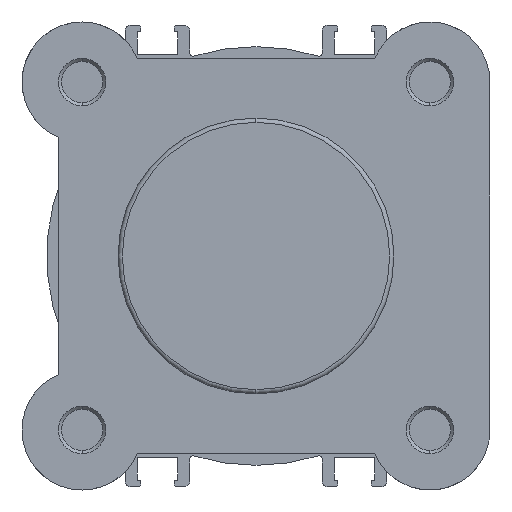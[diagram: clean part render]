
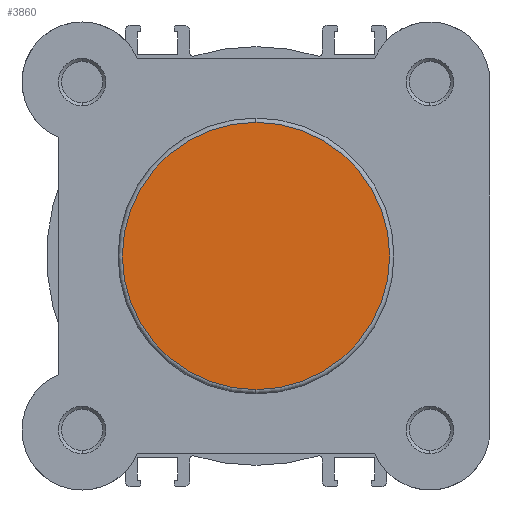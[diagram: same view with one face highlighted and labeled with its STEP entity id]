
A CAD part, left-side view. The second image highlights one B-rep face of the part: STEP entity #3860.
In plain terms, the highlighted planar face has unit normal (-1, 0, 0).
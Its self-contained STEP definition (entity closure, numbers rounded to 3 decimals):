
#399 = CARTESIAN_POINT ( 'NONE',  ( 0., 0., 0. ) ) ;
#401 = DIRECTION ( 'NONE',  ( -1., 0., 0. ) ) ;
#402 = DIRECTION ( 'NONE',  ( 0., 0., -1. ) ) ;
#827 = CARTESIAN_POINT ( 'NONE',  ( 0., 0., 0. ) ) ;
#836 = DIRECTION ( 'NONE',  ( -1., 0., 0. ) ) ;
#837 = DIRECTION ( 'NONE',  ( 0., 0., -1. ) ) ;
#1663 = VERTEX_POINT ( 'NONE', #2035 ) ;
#1680 = VERTEX_POINT ( 'NONE', #2052 ) ;
#2035 = CARTESIAN_POINT ( 'NONE',  ( 0., 0., 21.7 ) ) ;
#2052 = CARTESIAN_POINT ( 'NONE',  ( 0., 0., -21.7 ) ) ;
#2897 = EDGE_CURVE ( 'NONE', #1680, #1663, #4734, .T. ) ;
#3071 = EDGE_CURVE ( 'NONE', #1663, #1680, #4996, .T. ) ;
#3280 = AXIS2_PLACEMENT_3D ( 'NONE', #399, #401, #402 ) ;
#3364 = AXIS2_PLACEMENT_3D ( 'NONE', #827, #836, #837 ) ;
#3604 = AXIS2_PLACEMENT_3D ( 'NONE', #7128, #7194, #7195 ) ;
#3860 = ADVANCED_FACE ( 'NONE', ( #6509 ), #7187, .F. ) ;
#4130 = ORIENTED_EDGE ( 'NONE', *, *, #3071, .T. ) ;
#4131 = ORIENTED_EDGE ( 'NONE', *, *, #2897, .T. ) ;
#4734 = CIRCLE ( 'NONE', #3280, 21.7 ) ;
#4996 = CIRCLE ( 'NONE', #3364, 21.7 ) ;
#5468 = EDGE_LOOP ( 'NONE', ( #4131, #4130 ) ) ;
#6509 = FACE_OUTER_BOUND ( 'NONE', #5468, .T. ) ;
#7128 = CARTESIAN_POINT ( 'NONE',  ( 0., 22.4, 0. ) ) ;
#7187 = PLANE ( 'NONE',  #3604 ) ;
#7194 = DIRECTION ( 'NONE',  ( 1., 0., 0. ) ) ;
#7195 = DIRECTION ( 'NONE',  ( 0., 0., -1. ) ) ;
